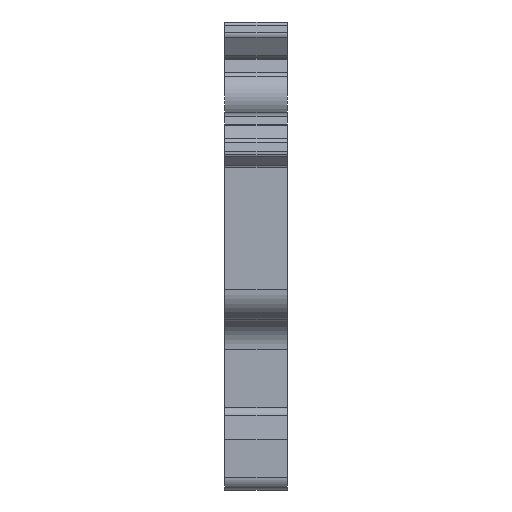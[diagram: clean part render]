
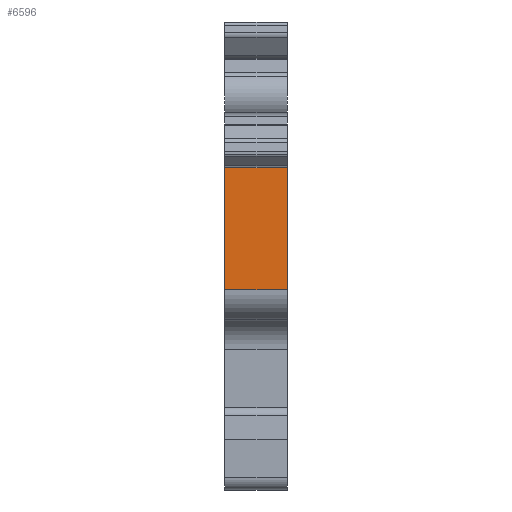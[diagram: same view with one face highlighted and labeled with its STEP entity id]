
A CAD part, left-side view. The second image highlights one B-rep face of the part: STEP entity #6596.
In plain terms, the highlighted planar face has unit normal (-1, 0, 0).
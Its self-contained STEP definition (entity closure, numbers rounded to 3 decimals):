
#820=ORIENTED_EDGE('',*,*,#2186,.T.);
#821=ORIENTED_EDGE('',*,*,#2187,.F.);
#822=ORIENTED_EDGE('',*,*,#2188,.F.);
#823=ORIENTED_EDGE('',*,*,#2184,.T.);
#2184=EDGE_CURVE('',#2816,#2815,#3284,.T.);
#2186=EDGE_CURVE('',#2815,#2817,#3285,.T.);
#2187=EDGE_CURVE('',#2818,#2817,#3286,.T.);
#2188=EDGE_CURVE('',#2816,#2818,#3287,.T.);
#2815=VERTEX_POINT('',#9403);
#2816=VERTEX_POINT('',#9405);
#2817=VERTEX_POINT('',#9409);
#2818=VERTEX_POINT('',#9411);
#3284=LINE('',#9404,#3799);
#3285=LINE('',#9408,#3800);
#3286=LINE('',#9410,#3801);
#3287=LINE('',#9412,#3802);
#3799=VECTOR('',#7914,1000.);
#3800=VECTOR('',#7919,1000.);
#3801=VECTOR('',#7920,1000.);
#3802=VECTOR('',#7921,1000.);
#4186=EDGE_LOOP('',(#820,#821,#822,#823));
#4441=FACE_BOUND('',#4186,.T.);
#4640=PLANE('',#6976);
#6596=ADVANCED_FACE('',(#4441),#4640,.F.);
#6976=AXIS2_PLACEMENT_3D('',#9407,#7917,#7918);
#7914=DIRECTION('',(0.,-1.,0.));
#7917=DIRECTION('',(1.,0.,0.));
#7918=DIRECTION('',(0.,0.,-1.));
#7919=DIRECTION('',(0.,0.,1.));
#7920=DIRECTION('',(0.,-1.,0.));
#7921=DIRECTION('',(0.,0.,1.));
#9403=CARTESIAN_POINT('',(-40.75,0.,8.734));
#9404=CARTESIAN_POINT('',(-40.75,5.,8.734));
#9405=CARTESIAN_POINT('',(-40.75,5.,8.734));
#9407=CARTESIAN_POINT('',(-40.75,5.,8.734));
#9408=CARTESIAN_POINT('',(-40.75,0.,8.734));
#9409=CARTESIAN_POINT('',(-40.75,0.,18.488));
#9410=CARTESIAN_POINT('',(-40.75,5.,18.488));
#9411=CARTESIAN_POINT('',(-40.75,5.,18.488));
#9412=CARTESIAN_POINT('',(-40.75,5.,8.734));
